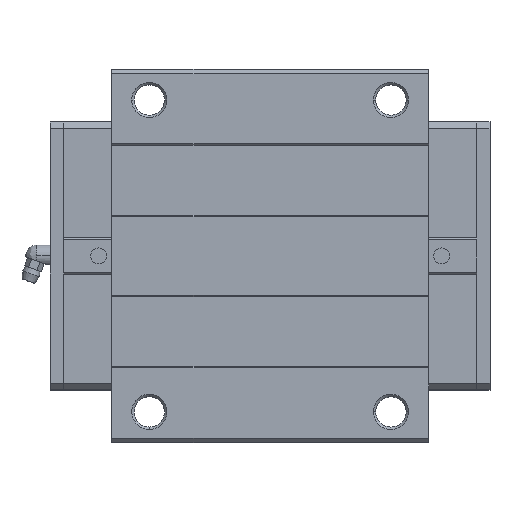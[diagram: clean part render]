
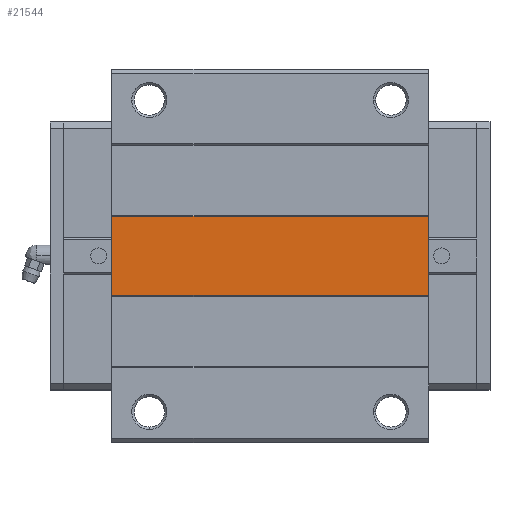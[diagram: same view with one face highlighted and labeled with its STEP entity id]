
A CAD part, top view. The second image highlights one B-rep face of the part: STEP entity #21544.
In plain terms, the highlighted planar face has unit normal (0, 0, 1).
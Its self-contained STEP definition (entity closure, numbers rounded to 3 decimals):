
#8 = VERTEX_POINT ( 'NONE', #23006 ) ;
#568 = DIRECTION ( 'NONE',  ( 0., 1., 0. ) ) ;
#3474 = VECTOR ( 'NONE', #568, 1000. ) ;
#4254 = LINE ( 'NONE', #19416, #21575 ) ;
#4372 = CARTESIAN_POINT ( 'NONE',  ( 172.2, 18., 75. ) ) ;
#7755 = ORIENTED_EDGE ( 'NONE', *, *, #21289, .F. ) ;
#8099 = VERTEX_POINT ( 'NONE', #12636 ) ;
#8827 = CARTESIAN_POINT ( 'NONE',  ( 28., 0., 75. ) ) ;
#8979 = CARTESIAN_POINT ( 'NONE',  ( 28., -0.288, 75. ) ) ;
#10073 = VECTOR ( 'NONE', #14907, 1000. ) ;
#10763 = DIRECTION ( 'NONE',  ( 1., 0., 0. ) ) ;
#10776 = LINE ( 'NONE', #8979, #3474 ) ;
#10907 = CARTESIAN_POINT ( 'NONE',  ( 172.2, 0., 75. ) ) ;
#11335 = CARTESIAN_POINT ( 'NONE',  ( 28., -18., 75. ) ) ;
#11438 = AXIS2_PLACEMENT_3D ( 'NONE', #8827, #25911, #10763 ) ;
#11797 = VERTEX_POINT ( 'NONE', #4372 ) ;
#12430 = ORIENTED_EDGE ( 'NONE', *, *, #21938, .T. ) ;
#12636 = CARTESIAN_POINT ( 'NONE',  ( 28., -18., 75. ) ) ;
#12675 = ORIENTED_EDGE ( 'NONE', *, *, #21264, .T. ) ;
#12694 = PLANE ( 'NONE',  #11438 ) ;
#13012 = VERTEX_POINT ( 'NONE', #18658 ) ;
#14866 = DIRECTION ( 'NONE',  ( -1., 0., 0. ) ) ;
#14907 = DIRECTION ( 'NONE',  ( 0., 1., 0. ) ) ;
#17173 = VECTOR ( 'NONE', #25817, 1000. ) ;
#17512 = FACE_OUTER_BOUND ( 'NONE', #24250, .T. ) ;
#18027 = ORIENTED_EDGE ( 'NONE', *, *, #22235, .T. ) ;
#18646 = LINE ( 'NONE', #10907, #10073 ) ;
#18658 = CARTESIAN_POINT ( 'NONE',  ( 28., 18., 75. ) ) ;
#19416 = CARTESIAN_POINT ( 'NONE',  ( 28., 18., 75. ) ) ;
#21264 = EDGE_CURVE ( 'NONE', #8, #11797, #18646, .T. ) ;
#21289 = EDGE_CURVE ( 'NONE', #8099, #13012, #10776, .T. ) ;
#21544 = ADVANCED_FACE ( 'NONE', ( #17512 ), #12694, .T. ) ;
#21561 = LINE ( 'NONE', #11335, #17173 ) ;
#21575 = VECTOR ( 'NONE', #14866, 1000. ) ;
#21938 = EDGE_CURVE ( 'NONE', #11797, #13012, #4254, .T. ) ;
#22235 = EDGE_CURVE ( 'NONE', #8099, #8, #21561, .T. ) ;
#23006 = CARTESIAN_POINT ( 'NONE',  ( 172.2, -18., 75. ) ) ;
#24250 = EDGE_LOOP ( 'NONE', ( #7755, #18027, #12675, #12430 ) ) ;
#25817 = DIRECTION ( 'NONE',  ( 1., 0., 0. ) ) ;
#25911 = DIRECTION ( 'NONE',  ( 0., 0., 1. ) ) ;
